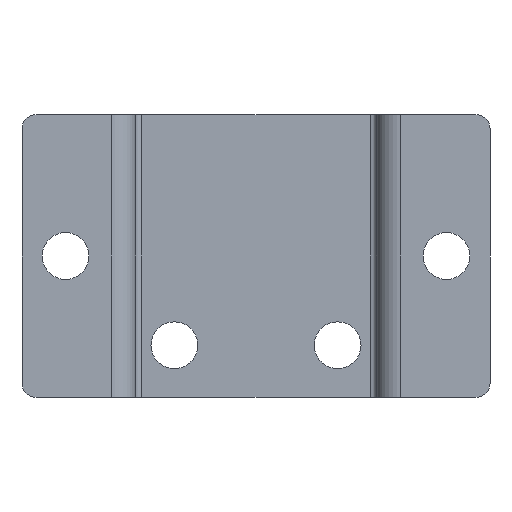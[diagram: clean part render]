
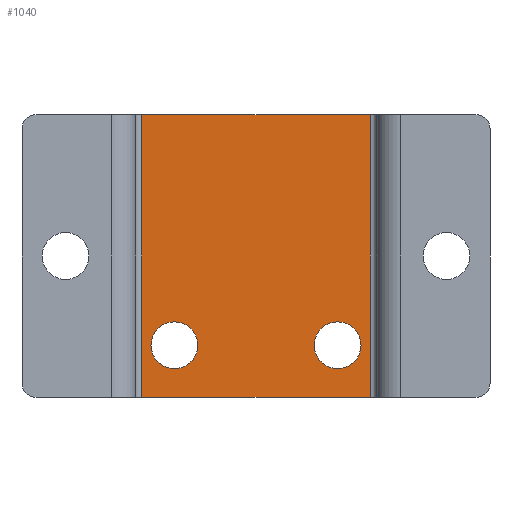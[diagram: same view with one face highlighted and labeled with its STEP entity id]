
A CAD part, front view. The second image highlights one B-rep face of the part: STEP entity #1040.
In plain terms, the highlighted planar face has unit normal (0, -1, 0).
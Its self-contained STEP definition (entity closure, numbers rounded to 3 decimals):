
#9 = ORIENTED_EDGE ( 'NONE', *, *, #1010, .T. ) ;
#17 = CARTESIAN_POINT ( 'NONE',  ( -7.5, 4., -8.2 ) ) ;
#22 = VERTEX_POINT ( 'NONE', #1202 ) ;
#24 = AXIS2_PLACEMENT_3D ( 'NONE', #30, #229, #982 ) ;
#25 = PLANE ( 'NONE',  #24 ) ;
#30 = CARTESIAN_POINT ( 'NONE',  ( -12.7, 4., 13. ) ) ;
#77 = VERTEX_POINT ( 'NONE', #777 ) ;
#86 = EDGE_LOOP ( 'NONE', ( #9, #1227 ) ) ;
#102 = VECTOR ( 'NONE', #670, 1000. ) ;
#121 = EDGE_CURVE ( 'NONE', #665, #1323, #1332, .T. ) ;
#125 = EDGE_CURVE ( 'NONE', #77, #22, #757, .T. ) ;
#133 = CARTESIAN_POINT ( 'NONE',  ( -10.5, 4., 13. ) ) ;
#145 = CARTESIAN_POINT ( 'NONE',  ( -12.7, 4., 13. ) ) ;
#170 = CARTESIAN_POINT ( 'NONE',  ( -10.5, 4., -13. ) ) ;
#179 = DIRECTION ( 'NONE',  ( 1., 0., 0. ) ) ;
#185 = ORIENTED_EDGE ( 'NONE', *, *, #472, .T. ) ;
#187 = AXIS2_PLACEMENT_3D ( 'NONE', #371, #1224, #301 ) ;
#190 = EDGE_CURVE ( 'NONE', #1323, #665, #1325, .T. ) ;
#220 = FACE_OUTER_BOUND ( 'NONE', #1405, .T. ) ;
#228 = ORIENTED_EDGE ( 'NONE', *, *, #190, .T. ) ;
#229 = DIRECTION ( 'NONE',  ( 0., 1., 0. ) ) ;
#275 = CARTESIAN_POINT ( 'NONE',  ( -7.5, 4., -6.05 ) ) ;
#286 = EDGE_LOOP ( 'NONE', ( #614, #228 ) ) ;
#301 = DIRECTION ( 'NONE',  ( 0., 0., 1. ) ) ;
#320 = DIRECTION ( 'NONE',  ( 0., 0., -1. ) ) ;
#371 = CARTESIAN_POINT ( 'NONE',  ( 7.5, 4., -8.2 ) ) ;
#374 = AXIS2_PLACEMENT_3D ( 'NONE', #1208, #1100, #666 ) ;
#390 = CARTESIAN_POINT ( 'NONE',  ( -7.5, 4., -8.2 ) ) ;
#472 = EDGE_CURVE ( 'NONE', #77, #761, #561, .T. ) ;
#485 = FACE_BOUND ( 'NONE', #86, .T. ) ;
#506 = VECTOR ( 'NONE', #320, 1000. ) ;
#525 = CIRCLE ( 'NONE', #853, 2.15 ) ;
#561 = LINE ( 'NONE', #133, #1389 ) ;
#569 = ORIENTED_EDGE ( 'NONE', *, *, #125, .F. ) ;
#614 = ORIENTED_EDGE ( 'NONE', *, *, #121, .T. ) ;
#643 = FACE_BOUND ( 'NONE', #286, .T. ) ;
#665 = VERTEX_POINT ( 'NONE', #851 ) ;
#666 = DIRECTION ( 'NONE',  ( 0., 0., 1. ) ) ;
#670 = DIRECTION ( 'NONE',  ( 1., 0., 0. ) ) ;
#689 = LINE ( 'NONE', #1394, #506 ) ;
#703 = DIRECTION ( 'NONE',  ( 0., 0., 1. ) ) ;
#757 = LINE ( 'NONE', #145, #102 ) ;
#761 = VERTEX_POINT ( 'NONE', #170 ) ;
#772 = VECTOR ( 'NONE', #179, 1000. ) ;
#776 = VERTEX_POINT ( 'NONE', #275 ) ;
#777 = CARTESIAN_POINT ( 'NONE',  ( -10.5, 4., 13. ) ) ;
#808 = VERTEX_POINT ( 'NONE', #1265 ) ;
#832 = CARTESIAN_POINT ( 'NONE',  ( 7.5, 4., -10.35 ) ) ;
#851 = CARTESIAN_POINT ( 'NONE',  ( 7.5, 4., -6.05 ) ) ;
#853 = AXIS2_PLACEMENT_3D ( 'NONE', #17, #887, #992 ) ;
#871 = EDGE_CURVE ( 'NONE', #761, #960, #1059, .T. ) ;
#884 = DIRECTION ( 'NONE',  ( 0., 0., -1. ) ) ;
#887 = DIRECTION ( 'NONE',  ( 0., 1., 0. ) ) ;
#960 = VERTEX_POINT ( 'NONE', #1322 ) ;
#982 = DIRECTION ( 'NONE',  ( 0., 0., 1. ) ) ;
#992 = DIRECTION ( 'NONE',  ( 0., 0., 1. ) ) ;
#1010 = EDGE_CURVE ( 'NONE', #776, #808, #525, .T. ) ;
#1029 = CIRCLE ( 'NONE', #1328, 2.15 ) ;
#1040 = ADVANCED_FACE ( 'NONE', ( #485, #643, #220 ), #25, .F. ) ;
#1059 = LINE ( 'NONE', #1360, #772 ) ;
#1086 = EDGE_CURVE ( 'NONE', #808, #776, #1029, .T. ) ;
#1100 = DIRECTION ( 'NONE',  ( 0., 1., 0. ) ) ;
#1200 = ORIENTED_EDGE ( 'NONE', *, *, #1331, .F. ) ;
#1202 = CARTESIAN_POINT ( 'NONE',  ( 10.5, 4., 13. ) ) ;
#1208 = CARTESIAN_POINT ( 'NONE',  ( 7.5, 4., -8.2 ) ) ;
#1224 = DIRECTION ( 'NONE',  ( 0., 1., 0. ) ) ;
#1227 = ORIENTED_EDGE ( 'NONE', *, *, #1086, .T. ) ;
#1235 = ORIENTED_EDGE ( 'NONE', *, *, #871, .T. ) ;
#1261 = DIRECTION ( 'NONE',  ( 0., 1., 0. ) ) ;
#1265 = CARTESIAN_POINT ( 'NONE',  ( -7.5, 4., -10.35 ) ) ;
#1322 = CARTESIAN_POINT ( 'NONE',  ( 10.5, 4., -13. ) ) ;
#1323 = VERTEX_POINT ( 'NONE', #832 ) ;
#1325 = CIRCLE ( 'NONE', #187, 2.15 ) ;
#1328 = AXIS2_PLACEMENT_3D ( 'NONE', #390, #1261, #703 ) ;
#1331 = EDGE_CURVE ( 'NONE', #22, #960, #689, .T. ) ;
#1332 = CIRCLE ( 'NONE', #374, 2.15 ) ;
#1360 = CARTESIAN_POINT ( 'NONE',  ( -12.7, 4., -13. ) ) ;
#1389 = VECTOR ( 'NONE', #884, 1000. ) ;
#1394 = CARTESIAN_POINT ( 'NONE',  ( 10.5, 4., 13. ) ) ;
#1405 = EDGE_LOOP ( 'NONE', ( #1235, #1200, #569, #185 ) ) ;
